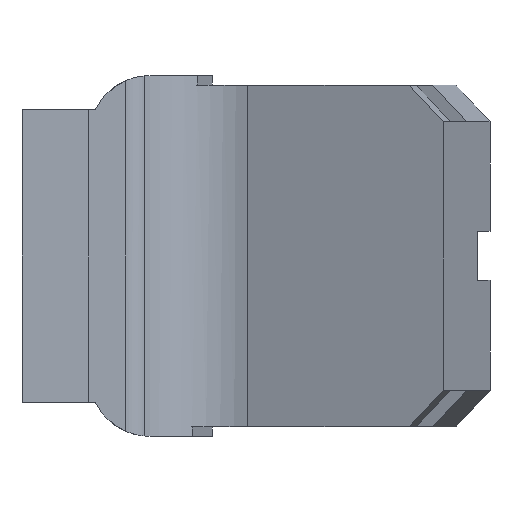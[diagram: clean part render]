
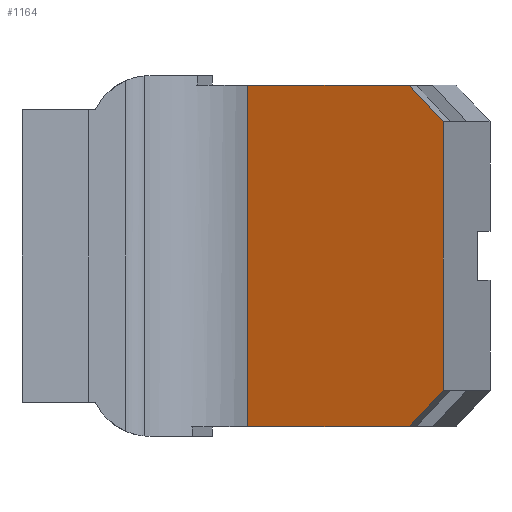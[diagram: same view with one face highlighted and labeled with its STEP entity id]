
A CAD part, left-side view. The second image highlights one B-rep face of the part: STEP entity #1164.
In plain terms, the highlighted planar face has unit normal (-0.927, 0.375, 0).
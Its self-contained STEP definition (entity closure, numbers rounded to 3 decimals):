
#29=PLANE('',#1257);
#86=FACE_OUTER_BOUND('',#147,.T.);
#147=EDGE_LOOP('',(#884,#885,#886,#887,#888,#889));
#252=LINE('',#1806,#382);
#260=LINE('',#1822,#390);
#273=LINE('',#1845,#403);
#276=LINE('',#1851,#406);
#277=LINE('',#1853,#407);
#278=LINE('',#1854,#408);
#382=VECTOR('',#1397,10.);
#390=VECTOR('',#1409,10.);
#403=VECTOR('',#1426,10.);
#406=VECTOR('',#1431,10.);
#407=VECTOR('',#1432,7.5);
#408=VECTOR('',#1433,10.);
#533=VERTEX_POINT('',#1804);
#534=VERTEX_POINT('',#1805);
#540=VERTEX_POINT('',#1821);
#548=VERTEX_POINT('',#1844);
#550=VERTEX_POINT('',#1850);
#551=VERTEX_POINT('',#1852);
#658=EDGE_CURVE('',#533,#534,#252,.T.);
#666=EDGE_CURVE('',#534,#540,#260,.T.);
#679=EDGE_CURVE('',#540,#548,#273,.T.);
#682=EDGE_CURVE('',#533,#550,#276,.T.);
#683=EDGE_CURVE('',#551,#550,#277,.T.);
#684=EDGE_CURVE('',#551,#548,#278,.T.);
#884=ORIENTED_EDGE('',*,*,#658,.F.);
#885=ORIENTED_EDGE('',*,*,#682,.T.);
#886=ORIENTED_EDGE('',*,*,#683,.F.);
#887=ORIENTED_EDGE('',*,*,#684,.T.);
#888=ORIENTED_EDGE('',*,*,#679,.F.);
#889=ORIENTED_EDGE('',*,*,#666,.F.);
#1164=ADVANCED_FACE('',(#86),#29,.T.);
#1257=AXIS2_PLACEMENT_3D('',#1849,#1429,#1430);
#1397=DIRECTION('',(-0.265,-0.656,-0.707));
#1409=DIRECTION('',(0.,0.,-1.));
#1426=DIRECTION('',(0.265,0.656,-0.707));
#1429=DIRECTION('center_axis',(-0.927,0.375,0.));
#1430=DIRECTION('ref_axis',(0.375,0.927,0.));
#1431=DIRECTION('',(0.375,0.927,0.));
#1432=DIRECTION('',(0.,0.,1.));
#1433=DIRECTION('',(-0.375,-0.927,0.));
#1804=CARTESIAN_POINT('',(-17.594,-21.204,-0.762));
#1805=CARTESIAN_POINT('',(-18.718,-23.986,-3.762));
#1806=CARTESIAN_POINT('',(-18.084,-22.418,-2.072));
#1821=CARTESIAN_POINT('',(-18.718,-23.986,-25.737));
#1822=CARTESIAN_POINT('',(-18.718,-23.986,0.));
#1844=CARTESIAN_POINT('',(-17.594,-21.204,-28.737));
#1845=CARTESIAN_POINT('',(-20.847,-29.256,-20.053));
#1849=CARTESIAN_POINT('Origin',(-18.718,-23.986,0.));
#1850=CARTESIAN_POINT('',(-12.259,-8.,-0.762));
#1851=CARTESIAN_POINT('',(-18.718,-23.986,-0.762));
#1852=CARTESIAN_POINT('',(-12.259,-8.,-28.737));
#1853=CARTESIAN_POINT('',(-12.259,-8.,-22.125));
#1854=CARTESIAN_POINT('',(-18.718,-23.986,-28.737));
